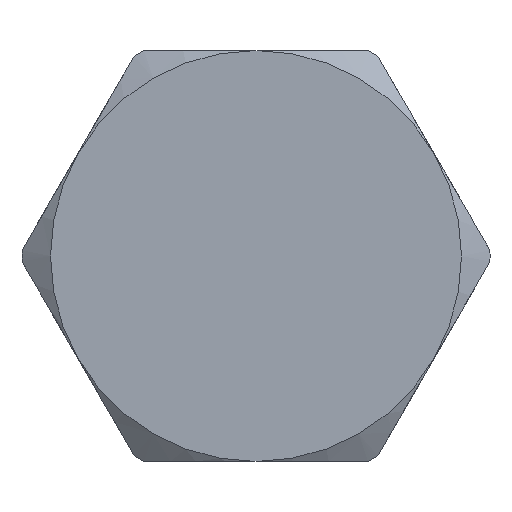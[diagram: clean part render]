
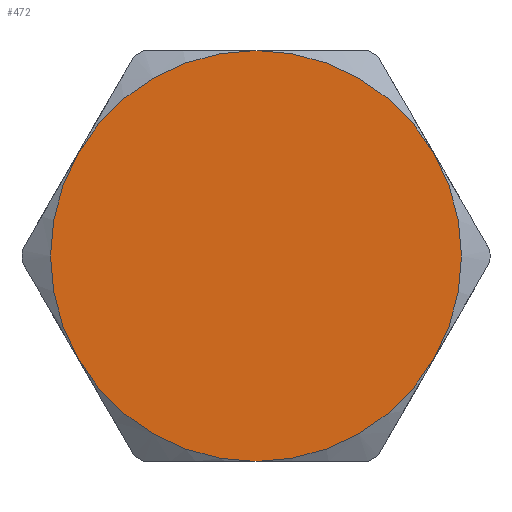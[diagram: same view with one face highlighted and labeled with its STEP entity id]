
A CAD part, left-side view. The second image highlights one B-rep face of the part: STEP entity #472.
In plain terms, the highlighted planar face has unit normal (-1, 0, 0).
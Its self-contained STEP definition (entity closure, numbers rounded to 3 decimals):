
#81=PLANE('',#536);
#126=FACE_OUTER_BOUND('',#161,.T.);
#161=EDGE_LOOP('',(#422,#423,#424,#425,#426,#427));
#176=CIRCLE('',#506,14.);
#177=CIRCLE('',#508,14.);
#180=CIRCLE('',#512,14.);
#181=CIRCLE('',#514,14.);
#184=CIRCLE('',#518,14.);
#193=CIRCLE('',#535,14.);
#206=VERTEX_POINT('',#2496);
#211=VERTEX_POINT('',#2511);
#216=VERTEX_POINT('',#2526);
#221=VERTEX_POINT('',#2541);
#226=VERTEX_POINT('',#2556);
#231=VERTEX_POINT('',#2571);
#285=EDGE_CURVE('',#231,#216,#176,.T.);
#286=EDGE_CURVE('',#216,#221,#177,.T.);
#289=EDGE_CURVE('',#221,#211,#180,.T.);
#290=EDGE_CURVE('',#211,#226,#181,.T.);
#293=EDGE_CURVE('',#226,#206,#184,.T.);
#302=EDGE_CURVE('',#206,#231,#193,.T.);
#422=ORIENTED_EDGE('',*,*,#290,.F.);
#423=ORIENTED_EDGE('',*,*,#289,.F.);
#424=ORIENTED_EDGE('',*,*,#286,.F.);
#425=ORIENTED_EDGE('',*,*,#285,.F.);
#426=ORIENTED_EDGE('',*,*,#302,.F.);
#427=ORIENTED_EDGE('',*,*,#293,.F.);
#472=ADVANCED_FACE('',(#126),#81,.T.);
#506=AXIS2_PLACEMENT_3D('',#2587,#605,#606);
#508=AXIS2_PLACEMENT_3D('',#2589,#609,#610);
#512=AXIS2_PLACEMENT_3D('',#2593,#617,#618);
#514=AXIS2_PLACEMENT_3D('',#2595,#621,#622);
#518=AXIS2_PLACEMENT_3D('',#2599,#629,#630);
#535=AXIS2_PLACEMENT_3D('',#2617,#663,#664);
#536=AXIS2_PLACEMENT_3D('',#2618,#665,#666);
#605=DIRECTION('center_axis',(1.,0.,0.));
#606=DIRECTION('ref_axis',(0.,-1.,0.));
#609=DIRECTION('center_axis',(1.,0.,0.));
#610=DIRECTION('ref_axis',(0.,-1.,0.));
#617=DIRECTION('center_axis',(1.,0.,0.));
#618=DIRECTION('ref_axis',(0.,-1.,0.));
#621=DIRECTION('center_axis',(1.,0.,0.));
#622=DIRECTION('ref_axis',(0.,-1.,0.));
#629=DIRECTION('center_axis',(1.,0.,0.));
#630=DIRECTION('ref_axis',(0.,-1.,0.));
#663=DIRECTION('center_axis',(1.,0.,0.));
#664=DIRECTION('ref_axis',(0.,-1.,0.));
#665=DIRECTION('center_axis',(-1.,0.,0.));
#666=DIRECTION('ref_axis',(0.,0.,1.));
#2496=CARTESIAN_POINT('',(-19.23,0.,14.));
#2511=CARTESIAN_POINT('',(-19.23,12.124,-7.));
#2526=CARTESIAN_POINT('',(-19.23,-12.124,-7.));
#2541=CARTESIAN_POINT('',(-19.23,0.,-14.));
#2556=CARTESIAN_POINT('',(-19.23,12.124,7.));
#2571=CARTESIAN_POINT('',(-19.23,-12.124,7.));
#2587=CARTESIAN_POINT('Origin',(-19.23,0.,0.));
#2589=CARTESIAN_POINT('Origin',(-19.23,0.,0.));
#2593=CARTESIAN_POINT('Origin',(-19.23,0.,0.));
#2595=CARTESIAN_POINT('Origin',(-19.23,0.,0.));
#2599=CARTESIAN_POINT('Origin',(-19.23,0.,0.));
#2617=CARTESIAN_POINT('Origin',(-19.23,0.,0.));
#2618=CARTESIAN_POINT('Origin',(-19.23,0.,0.));
